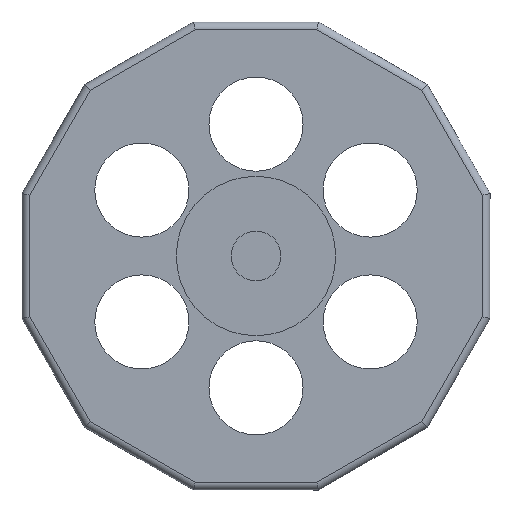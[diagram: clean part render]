
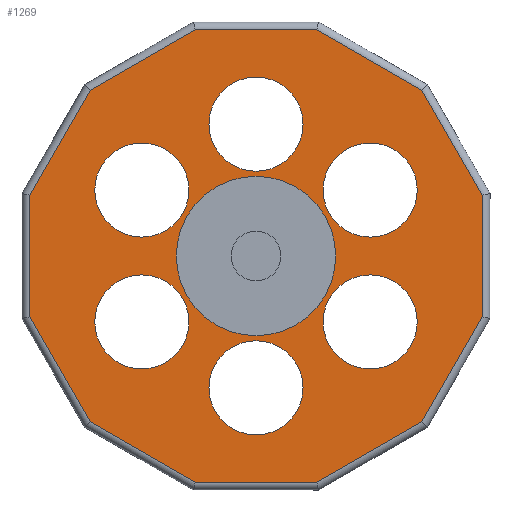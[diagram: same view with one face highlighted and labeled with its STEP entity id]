
A CAD part, front view. The second image highlights one B-rep face of the part: STEP entity #1269.
In plain terms, the highlighted planar face has unit normal (0, -1, 0).
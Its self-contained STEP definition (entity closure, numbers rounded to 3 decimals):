
#40=FACE_BOUND('',#201,.T.);
#41=FACE_BOUND('',#202,.T.);
#42=FACE_BOUND('',#203,.T.);
#43=FACE_BOUND('',#204,.T.);
#44=FACE_BOUND('',#205,.T.);
#45=FACE_BOUND('',#206,.T.);
#46=FACE_BOUND('',#207,.T.);
#63=PLANE('',#1394);
#125=FACE_OUTER_BOUND('',#200,.T.);
#200=EDGE_LOOP('',(#956,#957,#958,#959,#960,#961,#962,#963,#964,#965,#966,
#967));
#201=EDGE_LOOP('',(#968));
#202=EDGE_LOOP('',(#969));
#203=EDGE_LOOP('',(#970));
#204=EDGE_LOOP('',(#971));
#205=EDGE_LOOP('',(#972));
#206=EDGE_LOOP('',(#973));
#207=EDGE_LOOP('',(#974));
#269=LINE('',#1876,#409);
#271=LINE('',#1884,#411);
#273=LINE('',#1890,#413);
#275=LINE('',#1897,#415);
#278=LINE('',#1907,#418);
#280=LINE('',#1913,#420);
#281=LINE('',#1916,#421);
#284=LINE('',#1922,#424);
#286=LINE('',#1928,#426);
#288=LINE('',#1934,#428);
#290=LINE('',#1940,#430);
#292=LINE('',#1944,#432);
#409=VECTOR('',#1516,10.);
#411=VECTOR('',#1524,10.);
#413=VECTOR('',#1530,10.);
#415=VECTOR('',#1536,10.);
#418=VECTOR('',#1545,10.);
#420=VECTOR('',#1551,10.);
#421=VECTOR('',#1556,10.);
#424=VECTOR('',#1561,10.);
#426=VECTOR('',#1567,10.);
#428=VECTOR('',#1573,10.);
#430=VECTOR('',#1579,10.);
#432=VECTOR('',#1585,10.);
#541=CIRCLE('',#1339,7.5);
#543=CIRCLE('',#1342,7.5);
#545=CIRCLE('',#1345,7.5);
#547=CIRCLE('',#1348,7.5);
#549=CIRCLE('',#1351,7.5);
#551=CIRCLE('',#1354,7.5);
#556=CIRCLE('',#1362,12.7);
#557=VERTEX_POINT('',#1824);
#559=VERTEX_POINT('',#1830);
#561=VERTEX_POINT('',#1836);
#563=VERTEX_POINT('',#1842);
#565=VERTEX_POINT('',#1848);
#567=VERTEX_POINT('',#1854);
#572=VERTEX_POINT('',#1869);
#573=VERTEX_POINT('',#1874);
#574=VERTEX_POINT('',#1875);
#577=VERTEX_POINT('',#1883);
#579=VERTEX_POINT('',#1889);
#581=VERTEX_POINT('',#1895);
#582=VERTEX_POINT('',#1896);
#586=VERTEX_POINT('',#1906);
#588=VERTEX_POINT('',#1912);
#590=VERTEX_POINT('',#1921);
#592=VERTEX_POINT('',#1927);
#594=VERTEX_POINT('',#1933);
#596=VERTEX_POINT('',#1939);
#669=EDGE_CURVE('',#557,#557,#541,.T.);
#672=EDGE_CURVE('',#559,#559,#543,.T.);
#675=EDGE_CURVE('',#561,#561,#545,.T.);
#678=EDGE_CURVE('',#563,#563,#547,.T.);
#681=EDGE_CURVE('',#565,#565,#549,.T.);
#684=EDGE_CURVE('',#567,#567,#551,.T.);
#692=EDGE_CURVE('',#572,#572,#556,.T.);
#693=EDGE_CURVE('',#573,#574,#269,.T.);
#697=EDGE_CURVE('',#574,#577,#271,.T.);
#700=EDGE_CURVE('',#577,#579,#273,.T.);
#703=EDGE_CURVE('',#581,#582,#275,.T.);
#708=EDGE_CURVE('',#582,#586,#278,.T.);
#711=EDGE_CURVE('',#586,#588,#280,.T.);
#713=EDGE_CURVE('',#579,#581,#281,.T.);
#716=EDGE_CURVE('',#588,#590,#284,.T.);
#719=EDGE_CURVE('',#590,#592,#286,.T.);
#722=EDGE_CURVE('',#592,#594,#288,.T.);
#725=EDGE_CURVE('',#594,#596,#290,.T.);
#728=EDGE_CURVE('',#596,#573,#292,.T.);
#956=ORIENTED_EDGE('',*,*,#703,.F.);
#957=ORIENTED_EDGE('',*,*,#713,.F.);
#958=ORIENTED_EDGE('',*,*,#700,.F.);
#959=ORIENTED_EDGE('',*,*,#697,.F.);
#960=ORIENTED_EDGE('',*,*,#693,.F.);
#961=ORIENTED_EDGE('',*,*,#728,.F.);
#962=ORIENTED_EDGE('',*,*,#725,.F.);
#963=ORIENTED_EDGE('',*,*,#722,.F.);
#964=ORIENTED_EDGE('',*,*,#719,.F.);
#965=ORIENTED_EDGE('',*,*,#716,.F.);
#966=ORIENTED_EDGE('',*,*,#711,.F.);
#967=ORIENTED_EDGE('',*,*,#708,.F.);
#968=ORIENTED_EDGE('',*,*,#669,.T.);
#969=ORIENTED_EDGE('',*,*,#672,.T.);
#970=ORIENTED_EDGE('',*,*,#675,.T.);
#971=ORIENTED_EDGE('',*,*,#678,.T.);
#972=ORIENTED_EDGE('',*,*,#681,.T.);
#973=ORIENTED_EDGE('',*,*,#684,.T.);
#974=ORIENTED_EDGE('',*,*,#692,.T.);
#1269=ADVANCED_FACE('',(#125,#40,#41,#42,#43,#44,#45,#46),#63,.F.);
#1339=AXIS2_PLACEMENT_3D('',#1825,#1456,#1457);
#1342=AXIS2_PLACEMENT_3D('',#1831,#1463,#1464);
#1345=AXIS2_PLACEMENT_3D('',#1837,#1470,#1471);
#1348=AXIS2_PLACEMENT_3D('',#1843,#1477,#1478);
#1351=AXIS2_PLACEMENT_3D('',#1849,#1484,#1485);
#1354=AXIS2_PLACEMENT_3D('',#1855,#1491,#1492);
#1362=AXIS2_PLACEMENT_3D('',#1871,#1510,#1511);
#1394=AXIS2_PLACEMENT_3D('',#1971,#1611,#1612);
#1456=DIRECTION('center_axis',(0.,1.,0.));
#1457=DIRECTION('ref_axis',(1.,0.,0.));
#1463=DIRECTION('center_axis',(0.,1.,0.));
#1464=DIRECTION('ref_axis',(1.,0.,0.));
#1470=DIRECTION('center_axis',(0.,1.,0.));
#1471=DIRECTION('ref_axis',(1.,0.,0.));
#1477=DIRECTION('center_axis',(0.,1.,0.));
#1478=DIRECTION('ref_axis',(1.,0.,0.));
#1484=DIRECTION('center_axis',(0.,1.,0.));
#1485=DIRECTION('ref_axis',(1.,0.,0.));
#1491=DIRECTION('center_axis',(0.,1.,0.));
#1492=DIRECTION('ref_axis',(1.,0.,0.));
#1510=DIRECTION('center_axis',(0.,1.,0.));
#1511=DIRECTION('ref_axis',(1.,0.,0.));
#1516=DIRECTION('',(-0.5,0.,-0.866));
#1524=DIRECTION('',(-0.866,0.,-0.5));
#1530=DIRECTION('',(-1.,0.,0.));
#1536=DIRECTION('',(-0.5,0.,0.866));
#1545=DIRECTION('',(0.,0.,1.));
#1551=DIRECTION('',(0.5,0.,0.866));
#1556=DIRECTION('',(-0.866,0.,0.5));
#1561=DIRECTION('',(0.866,0.,0.5));
#1567=DIRECTION('',(1.,0.,0.));
#1573=DIRECTION('',(0.866,0.,-0.5));
#1579=DIRECTION('',(0.5,0.,-0.866));
#1585=DIRECTION('',(0.,0.,-1.));
#1611=DIRECTION('center_axis',(0.,1.,0.));
#1612=DIRECTION('ref_axis',(0.,0.,1.));
#1824=CARTESIAN_POINT('',(-25.687,0.,-10.5));
#1825=CARTESIAN_POINT('Origin',(-18.187,0.,-10.5));
#1830=CARTESIAN_POINT('',(-7.5,0.,21.));
#1831=CARTESIAN_POINT('Origin',(0.,0.,21.));
#1836=CARTESIAN_POINT('',(10.687,0.,-10.5));
#1837=CARTESIAN_POINT('Origin',(18.187,0.,-10.5));
#1842=CARTESIAN_POINT('',(-7.5,0.,-21.));
#1843=CARTESIAN_POINT('Origin',(0.,0.,-21.));
#1848=CARTESIAN_POINT('',(-25.687,0.,10.5));
#1849=CARTESIAN_POINT('Origin',(-18.187,0.,10.5));
#1854=CARTESIAN_POINT('',(10.687,0.,10.5));
#1855=CARTESIAN_POINT('Origin',(18.187,0.,10.5));
#1869=CARTESIAN_POINT('',(-12.7,0.,0.));
#1871=CARTESIAN_POINT('Origin',(0.,0.,0.));
#1874=CARTESIAN_POINT('',(36.075,0.,-9.666));
#1875=CARTESIAN_POINT('',(26.409,0.,-26.409));
#1876=CARTESIAN_POINT('',(33.739,0.,-13.713));
#1883=CARTESIAN_POINT('',(9.666,0.,-36.075));
#1884=CARTESIAN_POINT('',(22.362,0.,-28.745));
#1889=CARTESIAN_POINT('',(-9.666,0.,-36.075));
#1890=CARTESIAN_POINT('',(4.994,0.,-36.075));
#1895=CARTESIAN_POINT('',(-26.409,0.,-26.409));
#1896=CARTESIAN_POINT('',(-36.075,0.,-9.666));
#1897=CARTESIAN_POINT('',(-28.745,0.,-22.362));
#1906=CARTESIAN_POINT('',(-36.075,0.,9.666));
#1907=CARTESIAN_POINT('',(-36.075,0.,-4.994));
#1912=CARTESIAN_POINT('',(-26.409,0.,26.409));
#1913=CARTESIAN_POINT('',(-33.739,0.,13.713));
#1916=CARTESIAN_POINT('',(-13.713,0.,-33.739));
#1921=CARTESIAN_POINT('',(-9.666,0.,36.075));
#1922=CARTESIAN_POINT('',(-22.362,0.,28.745));
#1927=CARTESIAN_POINT('',(9.666,0.,36.075));
#1928=CARTESIAN_POINT('',(-4.994,0.,36.075));
#1933=CARTESIAN_POINT('',(26.409,0.,26.409));
#1934=CARTESIAN_POINT('',(13.713,0.,33.739));
#1939=CARTESIAN_POINT('',(36.075,0.,9.666));
#1940=CARTESIAN_POINT('',(28.745,0.,22.362));
#1944=CARTESIAN_POINT('',(36.075,0.,4.994));
#1971=CARTESIAN_POINT('Origin',(0.,0.,0.));
